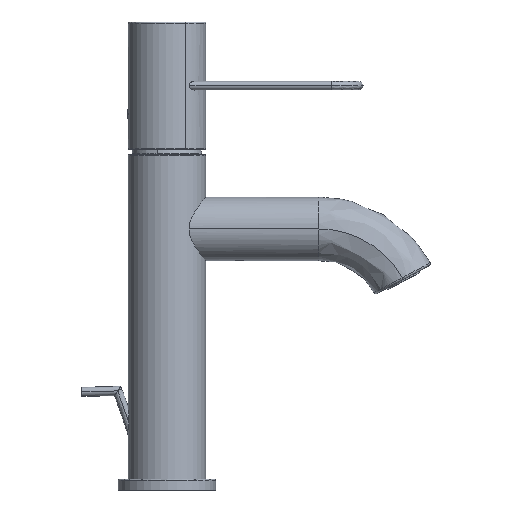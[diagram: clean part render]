
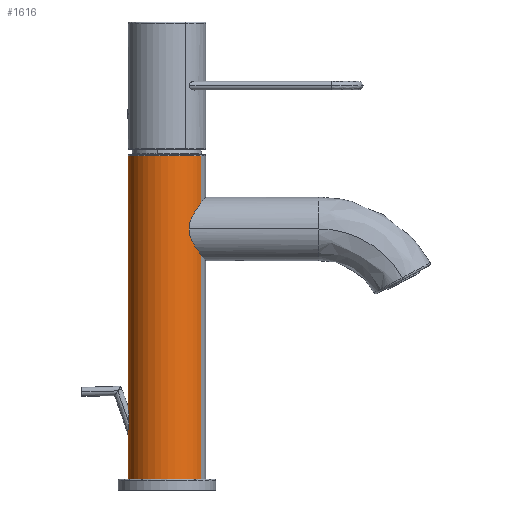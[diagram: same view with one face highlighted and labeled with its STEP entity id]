
A CAD part, front view. The second image highlights one B-rep face of the part: STEP entity #1616.
In plain terms, the highlighted cylindrical face has radius 18.25 mm (diameter 36.5 mm), a partial arc.
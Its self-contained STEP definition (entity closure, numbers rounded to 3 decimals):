
#956=CARTESIAN_POINT(' ',(-16.016,8.75,157.5));
#957=VERTEX_POINT(' ',#956);
#971=CARTESIAN_POINT(' ',(0.,0.,157.5));
#976=DIRECTION(' ',(0.,-0.,1.));
#981=DIRECTION(' ',(-0.878,0.479,0.));
#986=AXIS2_PLACEMENT_3D(' ',#971,#976,#981);
#991=CIRCLE('',#986,18.25);
#996=CARTESIAN_POINT(' ',(16.016,-8.75,157.5));
#997=VERTEX_POINT(' ',#996);
#1001=EDGE_CURVE(' ',#957,#997,#991,.T.);
#1211=CARTESIAN_POINT(' ',(0.,0.,175.));
#1216=DIRECTION(' ',(0.,0.,-1.));
#1221=DIRECTION(' ',(0.878,-0.479,0.));
#1226=AXIS2_PLACEMENT_3D(' ',#1211,#1216,#1221);
#1231=CYLINDRICAL_SURFACE(' ',#1226,18.25);
#1236=CARTESIAN_POINT(' ',(16.016,-8.75,5.));
#1241=DIRECTION(' ',(0.,0.,1.));
#1246=VECTOR(' ',#1241,1.);
#1251=LINE('',#1236,#1246);
#1256=CARTESIAN_POINT(' ',(16.016,-8.75,5.));
#1257=VERTEX_POINT(' ',#1256);
#1261=EDGE_CURVE(' ',#1257,#997,#1251,.T.);
#1266=ORIENTED_EDGE(' ',*,*,#1261,.T.);
#1271=ORIENTED_EDGE(' ',*,*,#1001,.F.);
#1276=CARTESIAN_POINT(' ',(-16.016,8.75,5.));
#1281=DIRECTION(' ',(0.,0.,1.));
#1286=VECTOR(' ',#1281,1.);
#1291=LINE('',#1276,#1286);
#1296=CARTESIAN_POINT(' ',(-16.016,8.75,5.));
#1297=VERTEX_POINT(' ',#1296);
#1301=EDGE_CURVE(' ',#1297,#957,#1291,.T.);
#1306=ORIENTED_EDGE(' ',*,*,#1301,.F.);
#1311=CARTESIAN_POINT(' ',(0.,0.,5.));
#1316=DIRECTION(' ',(0.,0.,-1.));
#1321=DIRECTION(' ',(0.878,-0.479,0.));
#1326=AXIS2_PLACEMENT_3D(' ',#1311,#1316,#1321);
#1331=CIRCLE('',#1326,18.25);
#1336=EDGE_CURVE(' ',#1257,#1297,#1331,.T.);
#1341=ORIENTED_EDGE(' ',*,*,#1336,.F.);
#1346=EDGE_LOOP(' ',(#1266,#1271,#1306,#1341));
#1351=FACE_OUTER_BOUND(' ',#1346,.T.);
#1356=CARTESIAN_POINT(' ',(-18.211,1.199,26.639));
#1361=CARTESIAN_POINT(' ',(-18.223,1.005,26.364));
#1366=CARTESIAN_POINT(' ',(-18.237,0.744,26.09));
#1371=CARTESIAN_POINT(' ',(-18.253,0.087,25.791));
#1376=CARTESIAN_POINT(' ',(-18.251,-0.267,25.83));
#1381=CARTESIAN_POINT(' ',(-18.227,-0.989,26.282));
#1386=CARTESIAN_POINT(' ',(-18.206,-1.282,26.717));
#1391=CARTESIAN_POINT(' ',(-18.165,-1.784,27.7));
#1396=CARTESIAN_POINT(' ',(-18.141,-1.998,28.393));
#1401=CARTESIAN_POINT(' ',(-18.11,-2.261,29.587));
#1406=CARTESIAN_POINT(' ',(-18.1,-2.336,30.084));
#1411=CARTESIAN_POINT(' ',(-18.08,-2.489,31.513));
#1416=CARTESIAN_POINT(' ',(-18.076,-2.515,32.438));
#1421=CARTESIAN_POINT(' ',(-18.082,-2.471,34.04));
#1426=CARTESIAN_POINT(' ',(-18.091,-2.406,34.87));
#1431=CARTESIAN_POINT(' ',(-18.115,-2.218,36.212));
#1436=CARTESIAN_POINT(' ',(-18.126,-2.127,36.711));
#1441=CARTESIAN_POINT(' ',(-18.157,-1.847,37.888));
#1446=CARTESIAN_POINT(' ',(-18.179,-1.633,38.576));
#1451=CARTESIAN_POINT(' ',(-18.203,-1.316,39.249));
#1456=CARTESIAN_POINT(' ',(-18.207,-1.259,39.36));
#1461=CARTESIAN_POINT(' ',(-18.211,-1.199,39.468));
#1466=B_SPLINE_CURVE_WITH_KNOTS('',3,(#1356,#1361,#1366,#1371,#1376,#1381,#1386,#1391,#1396,#1401,#1406,#1411,#1416,#1421,#1426,#1431,#1436,#1441,#1446,#1451,#1456,#1461),.UNSPECIFIED.,.F.,.U.,(4,2,2,2,2,2,2,2,2,2,4),(0.,0.064,0.138,0.226,0.346,0.446,0.612,0.756,0.856,0.976,1.),.UNSPECIFIED.);
#1471=CARTESIAN_POINT(' ',(-18.211,1.199,26.639));
#1472=VERTEX_POINT(' ',#1471);
#1476=CARTESIAN_POINT(' ',(-18.211,-1.199,39.468));
#1477=VERTEX_POINT(' ',#1476);
#1481=EDGE_CURVE(' ',#1472,#1477,#1466,.T.);
#1486=ORIENTED_EDGE(' ',*,*,#1481,.F.);
#1491=CARTESIAN_POINT(' ',(-18.211,1.199,26.639));
#1496=CARTESIAN_POINT(' ',(-18.187,1.563,27.155));
#1501=CARTESIAN_POINT(' ',(-18.161,1.808,27.801));
#1506=CARTESIAN_POINT(' ',(-18.115,2.233,29.291));
#1511=CARTESIAN_POINT(' ',(-18.095,2.371,30.229));
#1516=CARTESIAN_POINT(' ',(-18.07,2.563,32.717));
#1521=CARTESIAN_POINT(' ',(-18.081,2.493,34.432));
#1526=CARTESIAN_POINT(' ',(-18.126,2.127,36.742));
#1531=CARTESIAN_POINT(' ',(-18.146,1.958,37.528));
#1536=CARTESIAN_POINT(' ',(-18.18,1.601,38.601));
#1541=CARTESIAN_POINT(' ',(-18.19,1.489,38.901));
#1546=CARTESIAN_POINT(' ',(-18.217,1.108,39.662));
#1551=CARTESIAN_POINT(' ',(-18.235,0.828,40.094));
#1556=CARTESIAN_POINT(' ',(-18.249,0.266,40.456));
#1561=CARTESIAN_POINT(' ',(-18.252,0.033,40.509));
#1566=CARTESIAN_POINT(' ',(-18.246,-0.497,40.363));
#1571=CARTESIAN_POINT(' ',(-18.236,-0.75,40.122));
#1576=CARTESIAN_POINT(' ',(-18.22,-1.044,39.729));
#1581=CARTESIAN_POINT(' ',(-18.215,-1.128,39.593));
#1586=CARTESIAN_POINT(' ',(-18.211,-1.199,39.468));
#1591=B_SPLINE_CURVE_WITH_KNOTS('',3,(#1491,#1496,#1501,#1506,#1511,#1516,#1521,#1526,#1531,#1536,#1541,#1546,#1551,#1556,#1561,#1566,#1571,#1576,#1581,#1586),.UNSPECIFIED.,.F.,.U.,(4,2,2,2,2,2,2,2,2,4),(0.,0.12,0.293,0.591,0.735,0.799,0.873,0.918,0.973,1.),.UNSPECIFIED.);
#1596=EDGE_CURVE(' ',#1472,#1477,#1591,.T.);
#1601=ORIENTED_EDGE(' ',*,*,#1596,.T.);
#1606=EDGE_LOOP(' ',(#1486,#1601));
#1611=FACE_BOUND(' ',#1606,.T.);
#1616=ADVANCED_FACE('',(#1351,#1611),#1231,.T.);
